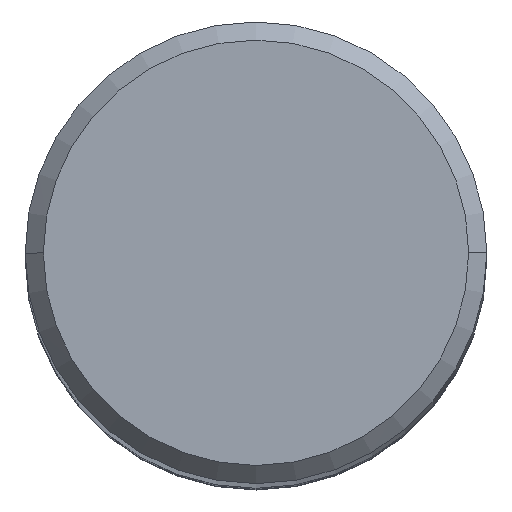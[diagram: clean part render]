
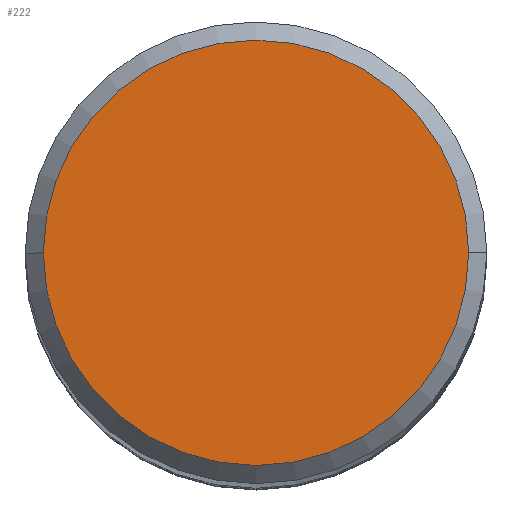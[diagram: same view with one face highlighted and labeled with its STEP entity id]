
A CAD part, top view. The second image highlights one B-rep face of the part: STEP entity #222.
In plain terms, the highlighted planar face has unit normal (0, 0, 1).
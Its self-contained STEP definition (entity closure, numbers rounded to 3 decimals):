
#52=PLANE('',#1791);
#222=ADVANCED_FACE('',(#342),#52,.F.);
#342=FACE_OUTER_BOUND('',#438,.T.);
#438=EDGE_LOOP('',(#812,#813));
#812=ORIENTED_EDGE('',*,*,#1124,.F.);
#813=ORIENTED_EDGE('',*,*,#1123,.F.);
#932=VERTEX_POINT('',#3452);
#933=VERTEX_POINT('',#3457);
#1123=EDGE_CURVE('',#933,#932,#1335,.T.);
#1124=EDGE_CURVE('',#932,#933,#1336,.T.);
#1335=CIRCLE('',#1788,11.7);
#1336=CIRCLE('',#1790,11.7);
#1788=AXIS2_PLACEMENT_3D('',#3458,#2258,#2259);
#1790=AXIS2_PLACEMENT_3D('',#3460,#2262,#2263);
#1791=AXIS2_PLACEMENT_3D('',#3461,#2264,#2265);
#2258=DIRECTION('',(0.,0.,-1.));
#2259=DIRECTION('',(1.,0.001,0.));
#2262=DIRECTION('',(0.,0.,-1.));
#2263=DIRECTION('',(-1.,-0.001,0.));
#2264=DIRECTION('',(0.,0.,-1.));
#2265=DIRECTION('',(-1.,-0.001,0.));
#3452=CARTESIAN_POINT('',(-11.7,-0.007,0.));
#3457=CARTESIAN_POINT('',(11.7,0.007,0.));
#3458=CARTESIAN_POINT('',(0.,0.,0.));
#3460=CARTESIAN_POINT('',(0.,0.,0.));
#3461=CARTESIAN_POINT('',(0.,0.,0.));
